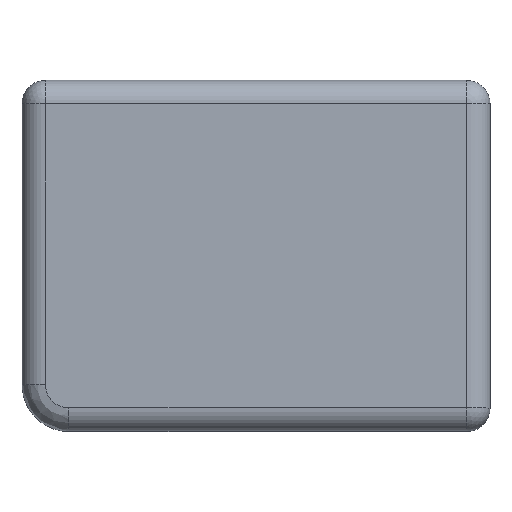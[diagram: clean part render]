
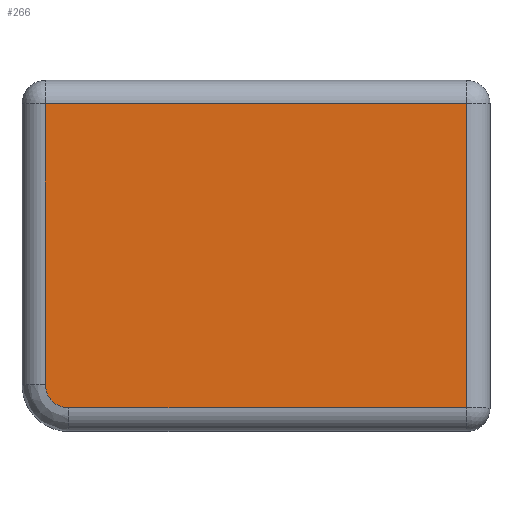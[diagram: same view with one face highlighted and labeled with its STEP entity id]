
A CAD part, top view. The second image highlights one B-rep face of the part: STEP entity #266.
In plain terms, the highlighted planar face has unit normal (0, 0, 1).
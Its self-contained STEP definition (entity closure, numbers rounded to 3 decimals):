
#15=PLANE('',#319);
#33=FACE_OUTER_BOUND('',#51,.T.);
#51=EDGE_LOOP('',(#206,#207,#208,#209,#210));
#64=LINE('',#441,#84);
#66=LINE('',#460,#86);
#69=LINE('',#475,#89);
#71=LINE('',#480,#91);
#84=VECTOR('',#350,10.);
#86=VECTOR('',#362,10.);
#89=VECTOR('',#381,10.);
#91=VECTOR('',#387,10.);
#107=CIRCLE('',#307,2.);
#122=VERTEX_POINT('',#434);
#125=VERTEX_POINT('',#439);
#126=VERTEX_POINT('',#451);
#128=VERTEX_POINT('',#457);
#132=VERTEX_POINT('',#474);
#146=EDGE_CURVE('',#125,#122,#64,.T.);
#149=EDGE_CURVE('',#122,#126,#107,.T.);
#152=EDGE_CURVE('',#126,#128,#66,.T.);
#159=EDGE_CURVE('',#128,#132,#69,.T.);
#162=EDGE_CURVE('',#132,#125,#71,.T.);
#206=ORIENTED_EDGE('',*,*,#152,.F.);
#207=ORIENTED_EDGE('',*,*,#149,.F.);
#208=ORIENTED_EDGE('',*,*,#146,.F.);
#209=ORIENTED_EDGE('',*,*,#162,.F.);
#210=ORIENTED_EDGE('',*,*,#159,.F.);
#266=ADVANCED_FACE('',(#33),#15,.T.);
#307=AXIS2_PLACEMENT_3D('',#455,#355,#356);
#319=AXIS2_PLACEMENT_3D('',#479,#385,#386);
#350=DIRECTION('',(-1.,0.,0.));
#355=DIRECTION('center_axis',(0.,0.,-1.));
#356=DIRECTION('ref_axis',(-0.707,-0.707,0.));
#362=DIRECTION('',(0.,1.,0.));
#381=DIRECTION('',(1.,0.,0.));
#385=DIRECTION('center_axis',(0.,0.,1.));
#386=DIRECTION('ref_axis',(1.,0.,0.));
#387=DIRECTION('',(0.,-1.,0.));
#434=CARTESIAN_POINT('',(-16.,-13.,10.));
#439=CARTESIAN_POINT('',(18.,-13.,10.));
#441=CARTESIAN_POINT('',(-10.,-13.,10.));
#451=CARTESIAN_POINT('',(-18.,-11.,10.));
#455=CARTESIAN_POINT('Origin',(-16.,-11.,10.));
#457=CARTESIAN_POINT('',(-18.,13.,10.));
#460=CARTESIAN_POINT('',(-18.,7.5,10.));
#474=CARTESIAN_POINT('',(18.,13.,10.));
#475=CARTESIAN_POINT('',(10.,13.,10.));
#479=CARTESIAN_POINT('Origin',(0.,0.,10.));
#480=CARTESIAN_POINT('',(18.,-7.5,10.));
